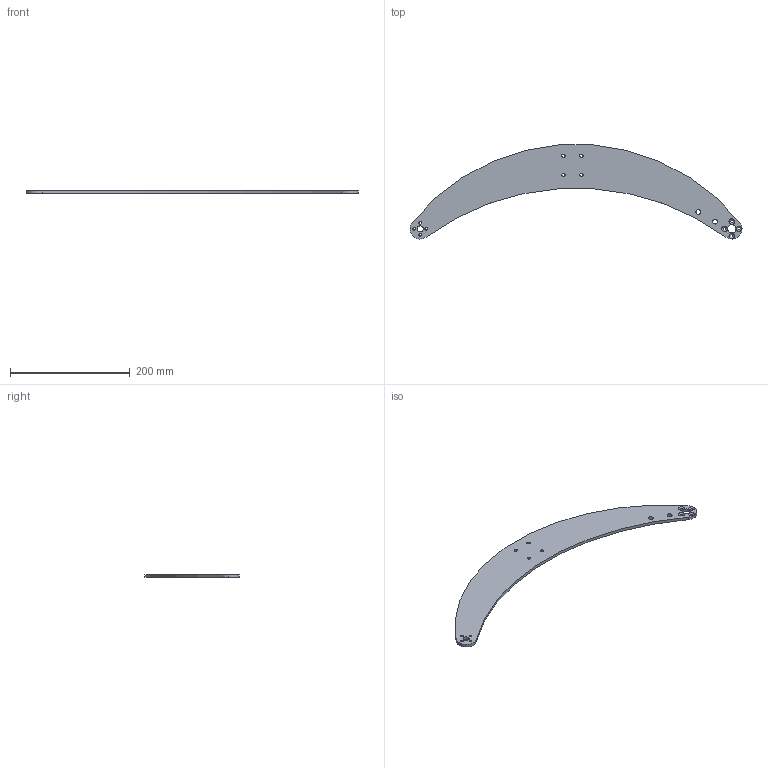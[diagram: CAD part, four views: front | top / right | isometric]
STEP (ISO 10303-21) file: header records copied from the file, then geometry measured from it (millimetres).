
FILE_DESCRIPTION (( 'STEP AP214' ), '1' );
FILE_NAME ('Bras - REP 16-2.STEP', '2021-01-31T12:17:09', ( '' ), ( '' ), 'SwSTEP 2.0', 'SolidWorks 2019', '' );
FILE_SCHEMA (( 'AUTOMOTIVE_DESIGN' ));
Length unit declared in the file: millimetre
Products named in the file (1): Bras - REP 16-2
Bounding box: 554 x 156.88 x 5 mm (x, y, z)
Volume: 173435.4 mm3; surface area: 77292.1 mm2
Topology: 1 solids, 1 shells, 55 faces, 143 edges, 90 vertices
Faces by surface type: cylinder 37, cone 16, plane 2
Entity records: 1817 total; most frequent: DIRECTION 345, CARTESIAN_POINT 289, ORIENTED_EDGE 286, AXIS2_PLACEMENT_3D 146, EDGE_CURVE 143, VERTEX_POINT 90, CIRCLE 90, EDGE_LOOP 87
